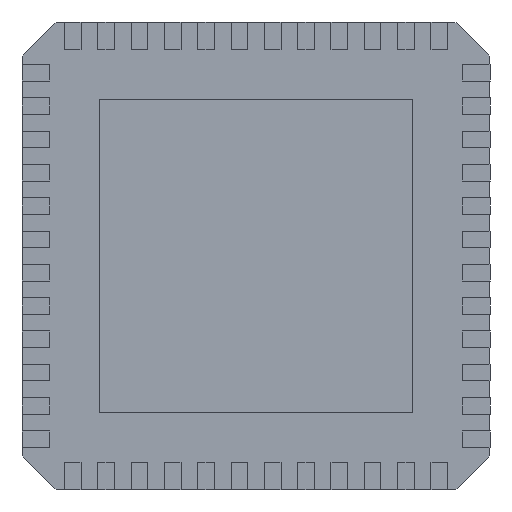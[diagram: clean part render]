
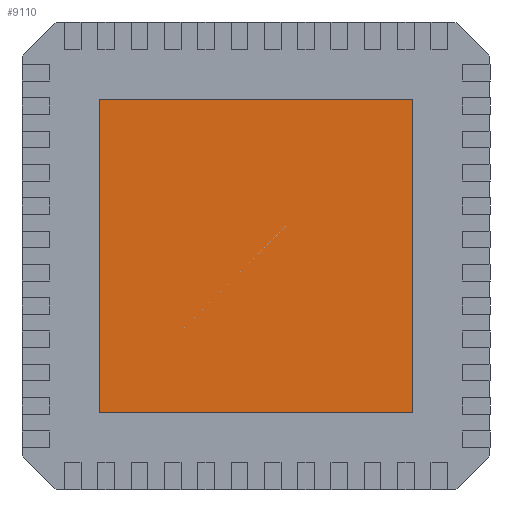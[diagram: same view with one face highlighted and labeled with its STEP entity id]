
A CAD part, front view. The second image highlights one B-rep face of the part: STEP entity #9110.
In plain terms, the highlighted planar face has unit normal (0, -1, 0).
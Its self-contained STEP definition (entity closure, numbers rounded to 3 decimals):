
#219 = PLANE ( 'NONE',  #1960 ) ;
#494 = VERTEX_POINT ( 'NONE', #12287 ) ;
#741 = ORIENTED_EDGE ( 'NONE', *, *, #2138, .T. ) ;
#1537 = LINE ( 'NONE', #14070, #12362 ) ;
#1750 = EDGE_LOOP ( 'NONE', ( #4804, #7579, #741, #10907 ) ) ;
#1960 = AXIS2_PLACEMENT_3D ( 'NONE', #14570, #8660, #10841 ) ;
#2138 = EDGE_CURVE ( 'NONE', #7003, #12068, #2522, .T. ) ;
#2374 = EDGE_CURVE ( 'NONE', #7369, #494, #14468, .T. ) ;
#2522 = LINE ( 'NONE', #11443, #7657 ) ;
#2745 = EDGE_CURVE ( 'NONE', #494, #7003, #12517, .T. ) ;
#3149 = VECTOR ( 'NONE', #5333, 1000. ) ;
#3329 = CARTESIAN_POINT ( 'NONE',  ( 2.35, 0., -2.35 ) ) ;
#3648 = DIRECTION ( 'NONE',  ( 0., 0., -1. ) ) ;
#3781 = DIRECTION ( 'NONE',  ( 1., 0., 0. ) ) ;
#4804 = ORIENTED_EDGE ( 'NONE', *, *, #2374, .T. ) ;
#4927 = FACE_OUTER_BOUND ( 'NONE', #1750, .T. ) ;
#5333 = DIRECTION ( 'NONE',  ( 0., 0., 1. ) ) ;
#5579 = CARTESIAN_POINT ( 'NONE',  ( -2.35, 0., 2.35 ) ) ;
#7003 = VERTEX_POINT ( 'NONE', #9526 ) ;
#7369 = VERTEX_POINT ( 'NONE', #11916 ) ;
#7579 = ORIENTED_EDGE ( 'NONE', *, *, #2745, .T. ) ;
#7657 = VECTOR ( 'NONE', #3648, 1000. ) ;
#8138 = VECTOR ( 'NONE', #10164, 1000. ) ;
#8660 = DIRECTION ( 'NONE',  ( 0., 1., 0. ) ) ;
#9110 = ADVANCED_FACE ( 'NONE', ( #4927 ), #219, .F. ) ;
#9526 = CARTESIAN_POINT ( 'NONE',  ( -2.35, 0., 2.35 ) ) ;
#10164 = DIRECTION ( 'NONE',  ( -1., 0., 0. ) ) ;
#10841 = DIRECTION ( 'NONE',  ( 0., 0., 1. ) ) ;
#10907 = ORIENTED_EDGE ( 'NONE', *, *, #12807, .T. ) ;
#11443 = CARTESIAN_POINT ( 'NONE',  ( -2.35, 0., -2.35 ) ) ;
#11750 = CARTESIAN_POINT ( 'NONE',  ( -2.35, 0., -2.35 ) ) ;
#11916 = CARTESIAN_POINT ( 'NONE',  ( 2.35, 0., -2.35 ) ) ;
#12068 = VERTEX_POINT ( 'NONE', #11750 ) ;
#12287 = CARTESIAN_POINT ( 'NONE',  ( 2.35, 0., 2.35 ) ) ;
#12362 = VECTOR ( 'NONE', #3781, 1000. ) ;
#12517 = LINE ( 'NONE', #5579, #8138 ) ;
#12807 = EDGE_CURVE ( 'NONE', #12068, #7369, #1537, .T. ) ;
#14070 = CARTESIAN_POINT ( 'NONE',  ( -2.35, 0., -2.35 ) ) ;
#14468 = LINE ( 'NONE', #3329, #3149 ) ;
#14570 = CARTESIAN_POINT ( 'NONE',  ( 0., 0., 0. ) ) ;
